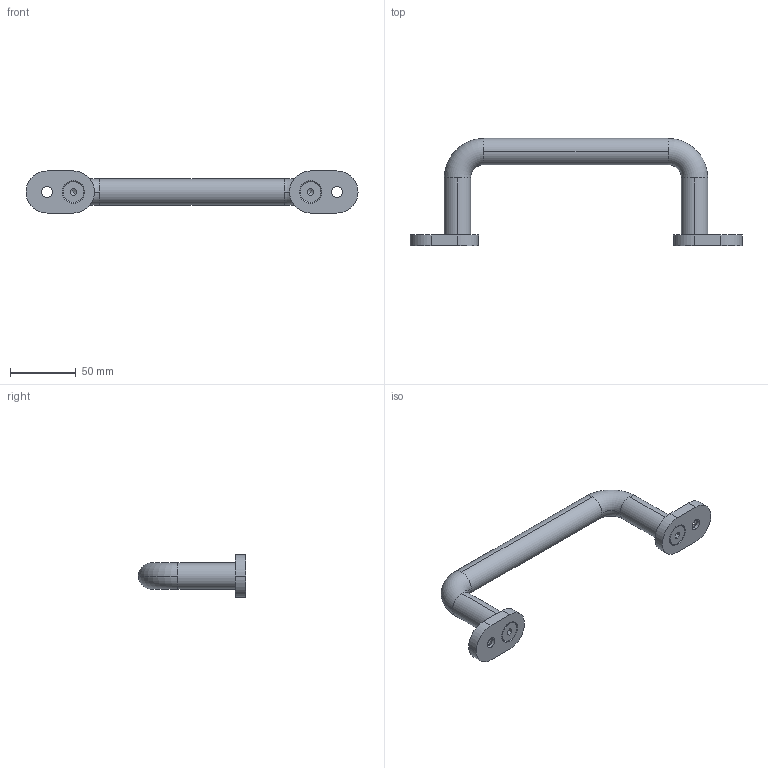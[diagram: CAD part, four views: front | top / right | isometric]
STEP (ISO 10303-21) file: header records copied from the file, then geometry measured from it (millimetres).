
FILE_DESCRIPTION (( 'STEP AP214' ), '1' );
FILE_NAME ('C17 Ðó÷êà äâåðíàÿ àëþìèíèåâàÿ, 200 ìì.STEP', '2023-12-15T10:36:03', ( '' ), ( '' ), 'SwSTEP 2.0', 'SolidWorks 2022', '' );
FILE_SCHEMA (( 'AUTOMOTIVE_DESIGN' ));
Length unit declared in the file: millimetre
Products named in the file (4): Винт M8x18 DIN 7991_00; C17 Ручка_00; C17 Крепление ручки_00; C17 Ручка дверная алюминиевая, 200 мм
Assembly tree (5 placements, depth 2):
  C17 Ручка дверная алюминиевая, 200 мм
    C17 Ручка_00
    C17 Крепление ручки_00  x2
    Винт M8x18 DIN 7991_00  x2
Bounding box: 252 x 81.3 x 32 mm (x, y, z)
Volume: 111709.4 mm3; surface area: 29753.8 mm2
Topology: 5 solids, 5 shells, 122 faces, 268 edges, 158 vertices
Faces by surface type: cylinder 44, plane 42, cone 28, torus 8
Entity records: 2245 total; most frequent: DIRECTION 411, CARTESIAN_POINT 340, ORIENTED_EDGE 322, AXIS2_PLACEMENT_3D 168, EDGE_CURVE 161, VERTEX_POINT 97, CIRCLE 86, EDGE_LOOP 82
